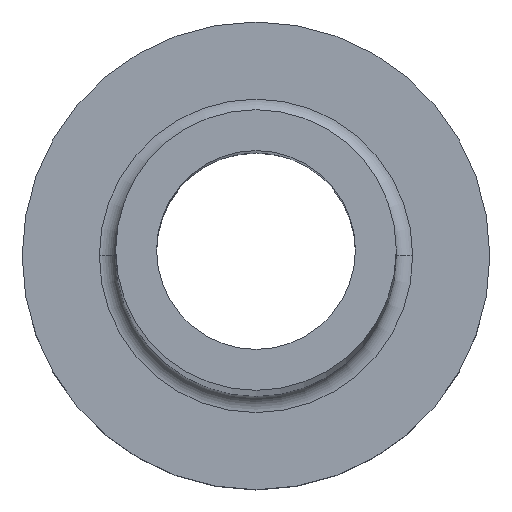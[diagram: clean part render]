
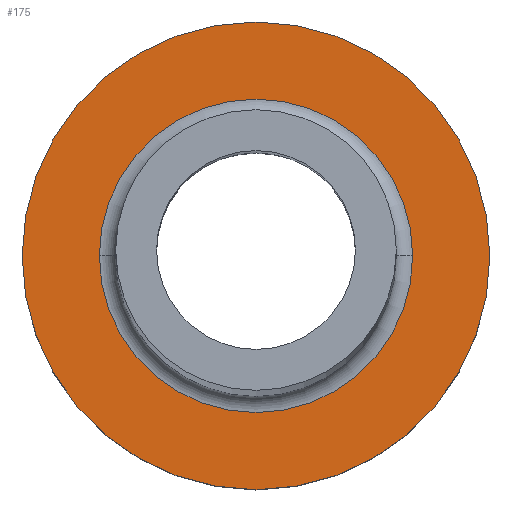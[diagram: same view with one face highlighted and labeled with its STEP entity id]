
A CAD part, top view. The second image highlights one B-rep face of the part: STEP entity #175.
In plain terms, the highlighted planar face has unit normal (0, 0, 1).
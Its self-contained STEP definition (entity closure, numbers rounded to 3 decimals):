
#5 = CARTESIAN_POINT ( 'NONE',  ( -6.7, 0., 7. ) ) ;
#20 = DIRECTION ( 'NONE',  ( 0., 0., 1. ) ) ;
#26 = ORIENTED_EDGE ( 'NONE', *, *, #307, .T. ) ;
#44 = CIRCLE ( 'NONE', #300, 10. ) ;
#58 = CARTESIAN_POINT ( 'NONE',  ( 10., 0., 7. ) ) ;
#61 = VERTEX_POINT ( 'NONE', #432 ) ;
#79 = CARTESIAN_POINT ( 'NONE',  ( 0., 0., 7. ) ) ;
#84 = FACE_OUTER_BOUND ( 'NONE', #191, .T. ) ;
#111 = ORIENTED_EDGE ( 'NONE', *, *, #396, .T. ) ;
#119 = CIRCLE ( 'NONE', #261, 6.7 ) ;
#121 = DIRECTION ( 'NONE',  ( 0., 0., 1. ) ) ;
#125 = AXIS2_PLACEMENT_3D ( 'NONE', #393, #121, #196 ) ;
#154 = CIRCLE ( 'NONE', #397, 6.7 ) ;
#161 = AXIS2_PLACEMENT_3D ( 'NONE', #335, #20, #167 ) ;
#167 = DIRECTION ( 'NONE',  ( 1., 0., 0. ) ) ;
#171 = DIRECTION ( 'NONE',  ( 1., 0., 0. ) ) ;
#175 = ADVANCED_FACE ( 'NONE', ( #428, #84 ), #202, .T. ) ;
#191 = EDGE_LOOP ( 'NONE', ( #317, #26 ) ) ;
#193 = VERTEX_POINT ( 'NONE', #296 ) ;
#196 = DIRECTION ( 'NONE',  ( 1., 0., 0. ) ) ;
#202 = PLANE ( 'NONE',  #125 ) ;
#211 = CIRCLE ( 'NONE', #161, 10. ) ;
#222 = EDGE_LOOP ( 'NONE', ( #111, #314 ) ) ;
#261 = AXIS2_PLACEMENT_3D ( 'NONE', #79, #387, #412 ) ;
#296 = CARTESIAN_POINT ( 'NONE',  ( -10., 0., 7. ) ) ;
#300 = AXIS2_PLACEMENT_3D ( 'NONE', #408, #450, #171 ) ;
#307 = EDGE_CURVE ( 'NONE', #448, #193, #44, .T. ) ;
#314 = ORIENTED_EDGE ( 'NONE', *, *, #458, .T. ) ;
#317 = ORIENTED_EDGE ( 'NONE', *, *, #384, .T. ) ;
#327 = DIRECTION ( 'NONE',  ( 1., 0., 0. ) ) ;
#335 = CARTESIAN_POINT ( 'NONE',  ( 0., 0., 7. ) ) ;
#384 = EDGE_CURVE ( 'NONE', #193, #448, #211, .T. ) ;
#387 = DIRECTION ( 'NONE',  ( 0., 0., -1. ) ) ;
#393 = CARTESIAN_POINT ( 'NONE',  ( 0., 0., 7. ) ) ;
#395 = DIRECTION ( 'NONE',  ( 0., 0., -1. ) ) ;
#396 = EDGE_CURVE ( 'NONE', #61, #416, #119, .T. ) ;
#397 = AXIS2_PLACEMENT_3D ( 'NONE', #438, #395, #327 ) ;
#408 = CARTESIAN_POINT ( 'NONE',  ( 0., 0., 7. ) ) ;
#412 = DIRECTION ( 'NONE',  ( 1., 0., 0. ) ) ;
#416 = VERTEX_POINT ( 'NONE', #5 ) ;
#428 = FACE_BOUND ( 'NONE', #222, .T. ) ;
#432 = CARTESIAN_POINT ( 'NONE',  ( 6.7, 0., 7. ) ) ;
#438 = CARTESIAN_POINT ( 'NONE',  ( 0., 0., 7. ) ) ;
#448 = VERTEX_POINT ( 'NONE', #58 ) ;
#450 = DIRECTION ( 'NONE',  ( 0., 0., 1. ) ) ;
#458 = EDGE_CURVE ( 'NONE', #416, #61, #154, .T. ) ;
